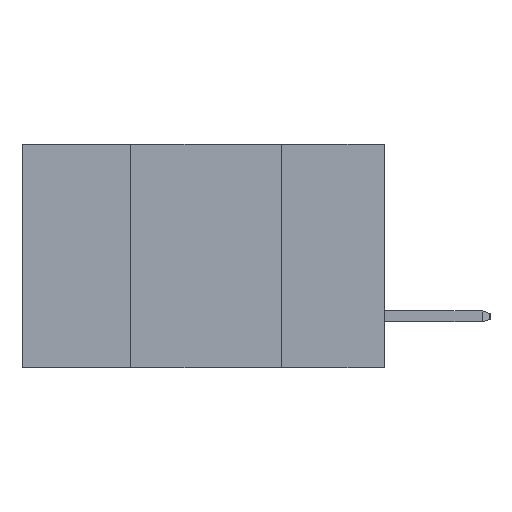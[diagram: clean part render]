
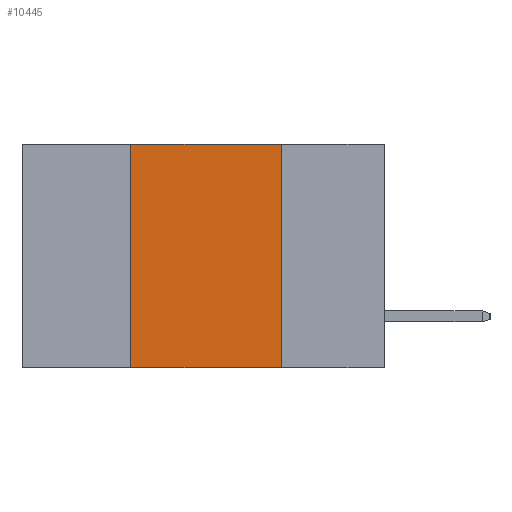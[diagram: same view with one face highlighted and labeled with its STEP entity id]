
A CAD part, left-side view. The second image highlights one B-rep face of the part: STEP entity #10445.
In plain terms, the highlighted planar face has unit normal (-1, 0, 0).
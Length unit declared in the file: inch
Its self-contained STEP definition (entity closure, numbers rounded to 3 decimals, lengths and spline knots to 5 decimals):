
#197 = CARTESIAN_POINT ( 'NONE',  ( 0., 0.17, 0. ) ) ;
#337 = VECTOR ( 'NONE', #9311, 39.37008 ) ;
#947 = EDGE_CURVE ( 'NONE', #2984, #10519, #5336, .T. ) ;
#1401 = DIRECTION ( 'NONE',  ( 0., 0., 1. ) ) ;
#2592 = CARTESIAN_POINT ( 'NONE',  ( 0., 0.6, 0. ) ) ;
#2607 = CARTESIAN_POINT ( 'NONE',  ( 0., 0.6, 0. ) ) ;
#2642 = CARTESIAN_POINT ( 'NONE',  ( 0., 0.17, 0. ) ) ;
#2984 = VERTEX_POINT ( 'NONE', #4723 ) ;
#4328 = DIRECTION ( 'NONE',  ( 0., -1., 0. ) ) ;
#4469 = LINE ( 'NONE', #197, #6232 ) ;
#4631 = VERTEX_POINT ( 'NONE', #6434 ) ;
#4723 = CARTESIAN_POINT ( 'NONE',  ( 0., 0.42, 0. ) ) ;
#5336 = LINE ( 'NONE', #2592, #8419 ) ;
#5354 = DIRECTION ( 'NONE',  ( 0., 0., -1. ) ) ;
#5895 = CARTESIAN_POINT ( 'NONE',  ( 0., 0.42, -0.37 ) ) ;
#6019 = EDGE_CURVE ( 'NONE', #7436, #2984, #9367, .T. ) ;
#6046 = EDGE_LOOP ( 'NONE', ( #9081, #8076, #8341, #8369 ) ) ;
#6232 = VECTOR ( 'NONE', #5354, 39.37008 ) ;
#6434 = CARTESIAN_POINT ( 'NONE',  ( 0., 0.17, -0.37 ) ) ;
#6804 = EDGE_CURVE ( 'NONE', #10519, #4631, #4469, .T. ) ;
#7436 = VERTEX_POINT ( 'NONE', #5895 ) ;
#8076 = ORIENTED_EDGE ( 'NONE', *, *, #947, .F. ) ;
#8341 = ORIENTED_EDGE ( 'NONE', *, *, #6019, .F. ) ;
#8369 = ORIENTED_EDGE ( 'NONE', *, *, #9805, .T. ) ;
#8419 = VECTOR ( 'NONE', #4328, 39.37008 ) ;
#8518 = LINE ( 'NONE', #10286, #337 ) ;
#8631 = DIRECTION ( 'NONE',  ( 1., 0., 0. ) ) ;
#9081 = ORIENTED_EDGE ( 'NONE', *, *, #6804, .F. ) ;
#9311 = DIRECTION ( 'NONE',  ( 0., -1., 0. ) ) ;
#9367 = LINE ( 'NONE', #10827, #10701 ) ;
#9448 = AXIS2_PLACEMENT_3D ( 'NONE', #2607, #8631, #9524 ) ;
#9524 = DIRECTION ( 'NONE',  ( 0., 0., -1. ) ) ;
#9805 = EDGE_CURVE ( 'NONE', #7436, #4631, #8518, .T. ) ;
#10286 = CARTESIAN_POINT ( 'NONE',  ( 0., 0.6, -0.37 ) ) ;
#10445 = ADVANCED_FACE ( 'NONE', ( #10946 ), #10502, .F. ) ;
#10502 = PLANE ( 'NONE',  #9448 ) ;
#10519 = VERTEX_POINT ( 'NONE', #2642 ) ;
#10701 = VECTOR ( 'NONE', #1401, 39.37008 ) ;
#10827 = CARTESIAN_POINT ( 'NONE',  ( 0., 0.42, 0. ) ) ;
#10946 = FACE_OUTER_BOUND ( 'NONE', #6046, .T. ) ;
